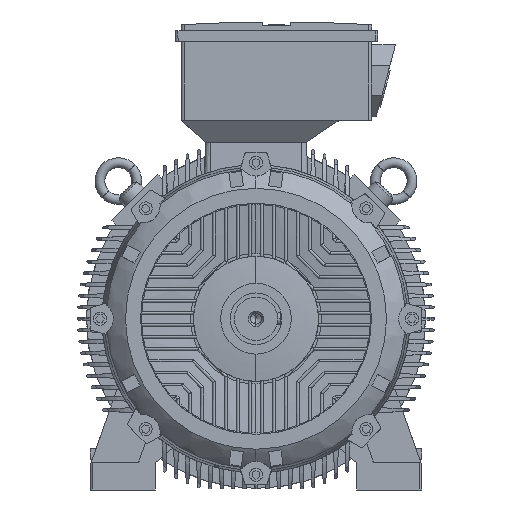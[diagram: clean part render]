
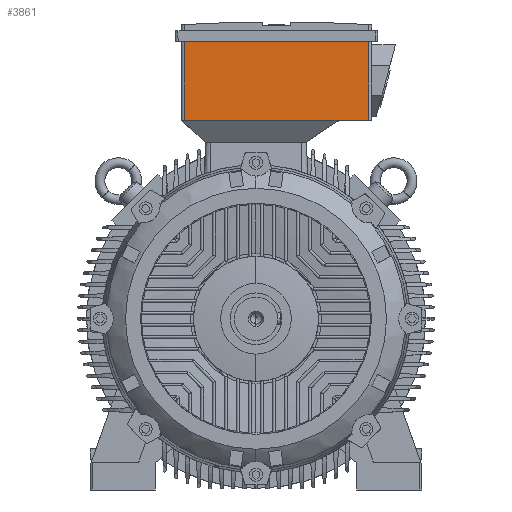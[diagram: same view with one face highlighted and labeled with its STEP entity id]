
A CAD part, left-side view. The second image highlights one B-rep face of the part: STEP entity #3861.
In plain terms, the highlighted planar face has unit normal (-1, 0, 0).
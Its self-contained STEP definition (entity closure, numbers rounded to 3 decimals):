
#3861=ADVANCED_FACE('',(#8758),#8759,.T.);
#8758=FACE_OUTER_BOUND('',#14698,.T.);
#8759=PLANE('',#14699);
#14698=EDGE_LOOP('',(#26453,#26454,#26455,#26456,#26457));
#14699=AXIS2_PLACEMENT_3D('',#26458,#26459,#26460);
#26453=ORIENTED_EDGE('',*,*,#40030,.T.);
#26454=ORIENTED_EDGE('',*,*,#39807,.T.);
#26455=ORIENTED_EDGE('',*,*,#39805,.T.);
#26456=ORIENTED_EDGE('',*,*,#39799,.T.);
#26457=ORIENTED_EDGE('',*,*,#40028,.F.);
#26458=CARTESIAN_POINT('',(5.0,-37.75,325.0));
#26459=DIRECTION('',(-1.0,0.0,0.0));
#26460=DIRECTION('',(0.0,-1.0,0.0));
#39799=EDGE_CURVE('',#48895,#48893,#48896,.T.);
#39805=EDGE_CURVE('',#48902,#48895,#48904,.T.);
#39807=EDGE_CURVE('',#48906,#48902,#48907,.T.);
#40028=EDGE_CURVE('',#49224,#48893,#49226,.T.);
#40030=EDGE_CURVE('',#49224,#48906,#49228,.T.);
#48893=VERTEX_POINT('',#67638);
#48895=VERTEX_POINT('',#67640);
#48896=LINE('',#67641,#67642);
#48902=VERTEX_POINT('',#67649);
#48904=LINE('',#67651,#67652);
#48906=VERTEX_POINT('',#67654);
#48907=LINE('',#67655,#67656);
#49224=VERTEX_POINT('',#68632);
#49226=LINE('',#68634,#68635);
#49228=LINE('',#68637,#68638);
#67638=CARTESIAN_POINT('',(5.0,132.25,510.0));
#67640=CARTESIAN_POINT('',(5.0,-207.75,510.0));
#67641=CARTESIAN_POINT('',(5.0,-37.75,510.0));
#67642=VECTOR('',#90337,1.0);
#67649=CARTESIAN_POINT('',(5.0,-207.75,365.0));
#67651=CARTESIAN_POINT('',(5.0,-207.75,325.0));
#67652=VECTOR('',#90348,1.0);
#67654=CARTESIAN_POINT('',(5.0,-152.75,365.0));
#67655=CARTESIAN_POINT('',(5.0,49.75,365.0));
#67656=VECTOR('',#90349,1.0);
#68632=CARTESIAN_POINT('',(5.0,132.25,365.0));
#68634=CARTESIAN_POINT('',(5.0,132.25,325.0));
#68635=VECTOR('',#90556,1.0);
#68637=CARTESIAN_POINT('',(5.0,49.75,365.0));
#68638=VECTOR('',#90557,1.0);
#90337=DIRECTION('',(0.0,1.0,-0.0));
#90348=DIRECTION('',(0.0,0.0,1.0));
#90349=DIRECTION('',(0.0,-1.0,0.0));
#90556=DIRECTION('',(0.0,0.0,1.0));
#90557=DIRECTION('',(0.0,-1.0,0.0));
